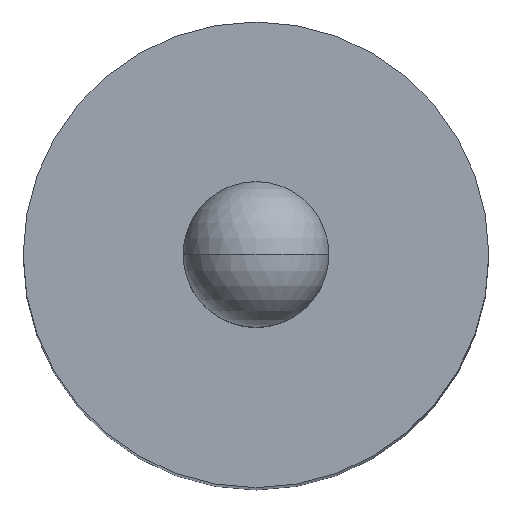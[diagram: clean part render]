
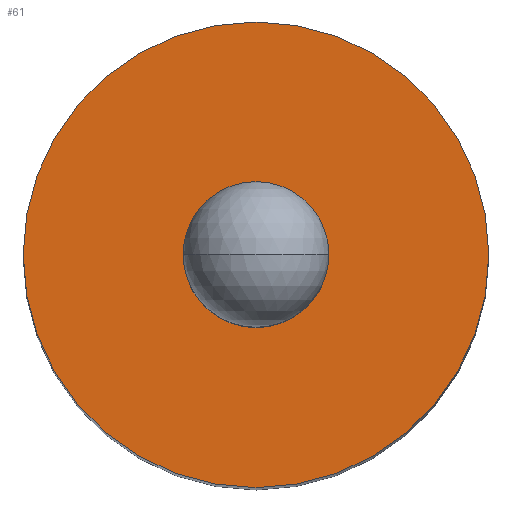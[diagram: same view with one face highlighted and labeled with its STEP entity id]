
A CAD part, top view. The second image highlights one B-rep face of the part: STEP entity #61.
In plain terms, the highlighted planar face has unit normal (0, 0, 1).
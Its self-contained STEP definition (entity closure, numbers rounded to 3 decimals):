
#6 = VERTEX_POINT ( 'NONE', #459 ) ;
#7 = EDGE_CURVE ( 'NONE', #292, #140, #27, .T. ) ;
#14 = DIRECTION ( 'NONE',  ( -1., 0., 0. ) ) ;
#15 = CARTESIAN_POINT ( 'NONE',  ( 0., 0., -0.97 ) ) ;
#21 = FACE_OUTER_BOUND ( 'NONE', #317, .T. ) ;
#24 = DIRECTION ( 'NONE',  ( -1., 0., 0. ) ) ;
#27 = CIRCLE ( 'NONE', #411, 0.255 ) ;
#41 = CIRCLE ( 'NONE', #390, 0.255 ) ;
#44 = DIRECTION ( 'NONE',  ( -1., 0., 0. ) ) ;
#46 = EDGE_CURVE ( 'NONE', #140, #292, #41, .T. ) ;
#55 = ORIENTED_EDGE ( 'NONE', *, *, #46, .T. ) ;
#61 = ADVANCED_FACE ( 'NONE', ( #139, #21 ), #221, .F. ) ;
#83 = DIRECTION ( 'NONE',  ( 0., 0., -1. ) ) ;
#94 = ORIENTED_EDGE ( 'NONE', *, *, #7, .T. ) ;
#103 = DIRECTION ( 'NONE',  ( 0., 0., -1. ) ) ;
#120 = CARTESIAN_POINT ( 'NONE',  ( 0., 0., -0.97 ) ) ;
#139 = FACE_BOUND ( 'NONE', #401, .T. ) ;
#140 = VERTEX_POINT ( 'NONE', #341 ) ;
#174 = DIRECTION ( 'NONE',  ( 0., 0., -1. ) ) ;
#195 = DIRECTION ( 'NONE',  ( -1., 0., 0. ) ) ;
#217 = AXIS2_PLACEMENT_3D ( 'NONE', #332, #330, #24 ) ;
#221 = PLANE ( 'NONE',  #217 ) ;
#229 = EDGE_CURVE ( 'NONE', #6, #236, #407, .T. ) ;
#236 = VERTEX_POINT ( 'NONE', #287 ) ;
#239 = CARTESIAN_POINT ( 'NONE',  ( 0., 0., -0.97 ) ) ;
#257 = CIRCLE ( 'NONE', #342, 0.815 ) ;
#264 = DIRECTION ( 'NONE',  ( -1., 0., 0. ) ) ;
#282 = DIRECTION ( 'NONE',  ( 0., 0., -1. ) ) ;
#287 = CARTESIAN_POINT ( 'NONE',  ( 0.815, 0., -0.97 ) ) ;
#292 = VERTEX_POINT ( 'NONE', #344 ) ;
#317 = EDGE_LOOP ( 'NONE', ( #369, #417 ) ) ;
#330 = DIRECTION ( 'NONE',  ( 0., 0., -1. ) ) ;
#332 = CARTESIAN_POINT ( 'NONE',  ( 0., 0., -0.97 ) ) ;
#341 = CARTESIAN_POINT ( 'NONE',  ( 0.255, 0., -0.97 ) ) ;
#342 = AXIS2_PLACEMENT_3D ( 'NONE', #120, #83, #195 ) ;
#344 = CARTESIAN_POINT ( 'NONE',  ( -0.255, 0., -0.97 ) ) ;
#369 = ORIENTED_EDGE ( 'NONE', *, *, #229, .F. ) ;
#388 = EDGE_CURVE ( 'NONE', #236, #6, #257, .T. ) ;
#390 = AXIS2_PLACEMENT_3D ( 'NONE', #15, #103, #264 ) ;
#391 = AXIS2_PLACEMENT_3D ( 'NONE', #461, #174, #14 ) ;
#401 = EDGE_LOOP ( 'NONE', ( #94, #55 ) ) ;
#407 = CIRCLE ( 'NONE', #391, 0.815 ) ;
#411 = AXIS2_PLACEMENT_3D ( 'NONE', #239, #282, #44 ) ;
#417 = ORIENTED_EDGE ( 'NONE', *, *, #388, .F. ) ;
#459 = CARTESIAN_POINT ( 'NONE',  ( -0.815, 0., -0.97 ) ) ;
#461 = CARTESIAN_POINT ( 'NONE',  ( 0., 0., -0.97 ) ) ;
